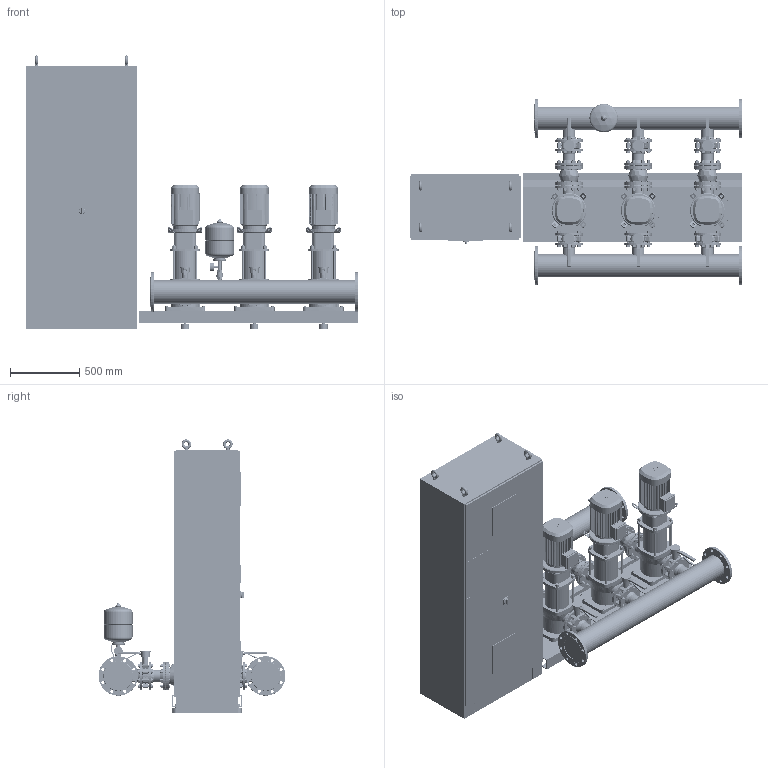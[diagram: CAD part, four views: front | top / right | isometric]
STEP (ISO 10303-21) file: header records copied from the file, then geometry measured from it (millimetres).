
FILE_DESCRIPTION((''),'2;1');
FILE_NAME('3d_SiBoostSmartFC3HELIXV5202_2-2540855.stp','2016-01-25T11:24:36',(''),(''),'Mechanical Desktop 2009','Mechanical Desktop 2009',', , ');
FILE_SCHEMA(('CONFIG_CONTROL_DESIGN'));
Length unit declared in the file: millimetre
Products named in the file (1): Product
Bounding box: 2400 x 1351 x 1975 mm (x, y, z)
Volume: 932228088.1 mm3; surface area: 20883948.8 mm2
Topology: 295 solids, 295 shells, 7843 faces, 19284 edges, 12441 vertices
Faces by surface type: bspline 3102, plane 2154, cylinder 1871, torus 400, cone 262, sphere 54
Entity records: 262325 total; most frequent: CARTESIAN_POINT 81565, ORIENTED_EDGE 38464, DIRECTION 35319, EDGE_CURVE 19232, VERTEX_POINT 12436, AXIS2_PLACEMENT_3D 12289, VECTOR 10741, LINE 10741
